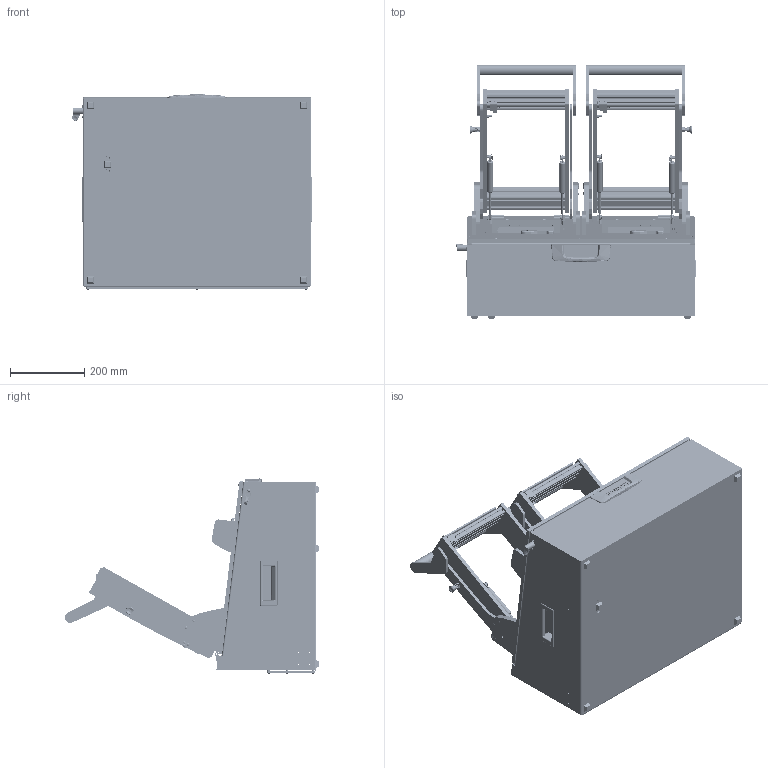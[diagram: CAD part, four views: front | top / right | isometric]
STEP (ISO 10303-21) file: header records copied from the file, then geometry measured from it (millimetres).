
FILE_DESCRIPTION (( 'STEP AP214' ), '1' );
FILE_NAME ('INGUN_36666_open.STEP', '2021-03-02T13:52:29', ( '' ), ( '' ), 'SwSTEP 2.0', 'SolidWorks 2018', '' );
FILE_SCHEMA (( 'AUTOMOTIVE_DESIGN' ));
Length unit declared in the file: millimetre
Products named in the file (106): 30112~0; DIN6325~n_02,0m6x020; ISO7380~n_M05,0x030; 2281~0; 32171~0_S; 109949~0_KUNDE<S>; 2720~0; 35097~0; 20901_01~0; 31109~0; 20902~0; 29805~4_geschlossen<S>; 49317~0; 109950~0_KUNDE<S>; DIN7991~n_M05,0x016; 39945~10_S; ISO7380~n_M05,0x008; ISO7380~n_M04,0x008; 39891~3_KUNDE<S>; 38786~1; 48727~1_S; 55712~0_KUNDE<S>; 35663~9_S; ASR~-a-s-r_拱04,2x07x拌8; 11536~1; 48728~1_S; 36176~0_S; 53032~0_S; DIN125~n_06,4 M06,0 Fase; 20901~0_Abstand 296<Standard>; 53031~0_S; ISO7380~n_M03,0x005; 8804~0; DIN6325~n_03,0m6x010; 109948~0_KUNDE<S>; 30758_02~0_S; 30758_01~0_S; 109933~0_KUNDE<S>; 110322~4_S; 39894~2_KUNDE<S> ...
Assembly tree (301 placements, depth 5):
  INGUN_36666_open
    32730~5_S
      32727~9
      30758~0_S  x2
        30758_01~0_S
        30758_02~0_S
      20902~0
      DIN985-A2~n_M05,0  x3
      DIN7991~n_M05,0x012  x2
      32462~0_S
      DIN7991~n_M05,0x016
      8804~0
      DIN125~n_05,3 M05,0 Fase  x2
      20901~0_Abstand 296<Standard>
        20901~0_ohne Schiebeteil<Standard>
        20901_01~0
      31555~4_S
      2720~0  x5
      53032~0_S
      32171~0_S
      ISO7380~n_M04,0x012  x4
      29805~4_geschlossen<S>
        110322~4_S
        110705~1_S
        30984~0_S
        110231~1_S
        110443~0_S
        30112~0
        ISO7380~n_M05,0x030
        ISO7380~n_M04,0x008  x2
        DIN914~n_M04,0x05
      35334~0_S
    40900~6_KUNDE offen<S>
      109779~0_offen<S>
        39945~10_S
        2281~0_180ø<Standard>  x3
          2281~0
        37188~1_S  x3
        53031~0_S
        DIN7991~n_M05,0x016  x20
        DIN7991~n_M05,0x020  x12
        DIN125~n_05,3 M05,0 Fase  x8
        DIN985-A2~n_M05,0  x8
        DIN6325~n_04,0m6x024  x2
        DIN6325~n_04,0m6x016  x4
        DIN7991~n_M03,0x016 VA  x4
        DIN912~n_M04,0x012  x2
        DIN6325~n_02,0m6x020  x2
        DIN6325~n_03,0m6x010  x8
        ISO7380~n_M05,0x008  x4
        36175~4_S  x2
        35662~11_S  x2
        35663~9_S  x2
        35649~1_S  x2
        37189~1_S  x2
        31253~0_S  x2
        30955~0_S  x2
        30915~0  x2
        ASR~-a-s-r_拱04,2x07x拌8  x4
        2528~0  x4
Bounding box: 647.49 x 687.14 x 528.02 mm (x, y, z)
Volume: 8175867.5 mm3; surface area: 4303691 mm2
Topology: 350 solids, 350 shells, 8630 faces, 21663 edges, 13783 vertices
Faces by surface type: cylinder 3584, plane 3225, cone 1194, bspline 327, sphere 156, torus 144
Entity records: 124406 total; most frequent: CARTESIAN_POINT 29648, DIRECTION 18959, ORIENTED_EDGE 17360, EDGE_CURVE 8680, AXIS2_PLACEMENT_3D 7171, VERTEX_POINT 5586, LINE 4617, VECTOR 4617
